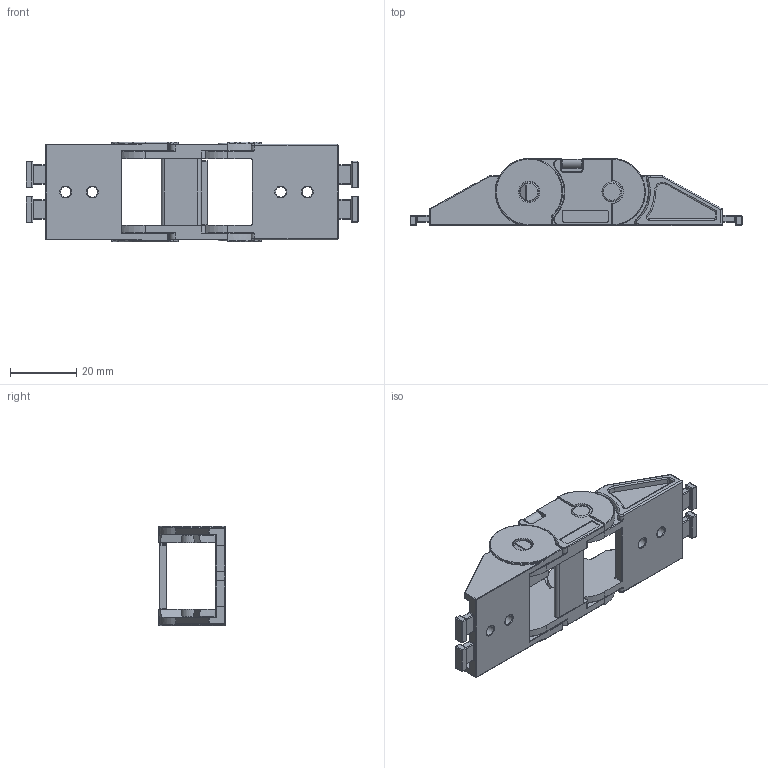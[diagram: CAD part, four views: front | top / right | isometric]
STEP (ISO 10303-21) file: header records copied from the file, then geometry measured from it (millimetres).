
FILE_DESCRIPTION (( 'STEP AP214' ), '1' );
FILE_NAME ('CK15-A020-AYAK.STEP', '2019-09-10T08:47:58', ( '' ), ( '' ), 'SwSTEP 2.0', 'SolidWorks 2017', '' );
FILE_SCHEMA (( 'AUTOMOTIVE_DESIGN' ));
Length unit declared in the file: millimetre
Products named in the file (1): CK15-A020-AYAK
Bounding box: 100.31 x 20.2 x 30 mm (x, y, z)
Volume: 14134.9 mm3; surface area: 14099.6 mm2
Topology: 4 solids, 4 shells, 845 faces, 2054 edges, 1154 vertices
Faces by surface type: cylinder 395, plane 185, torus 159, sphere 65, bspline 30, cone 11
Entity records: 28324 total; most frequent: CARTESIAN_POINT 5207, DIRECTION 4451, ORIENTED_EDGE 3952, EDGE_CURVE 1976, AXIS2_PLACEMENT_3D 1795, VERTEX_POINT 1151, CIRCLE 979, EDGE_LOOP 875
